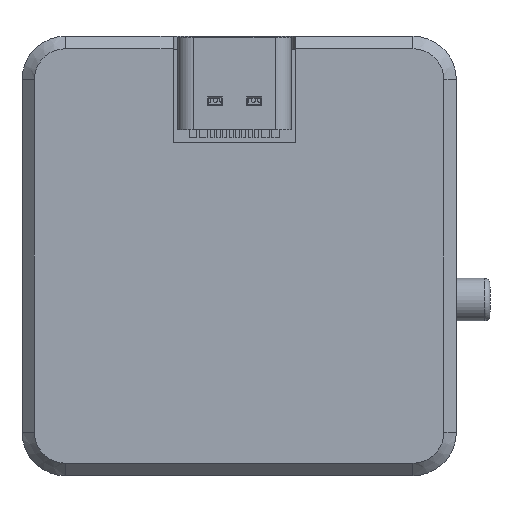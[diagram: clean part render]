
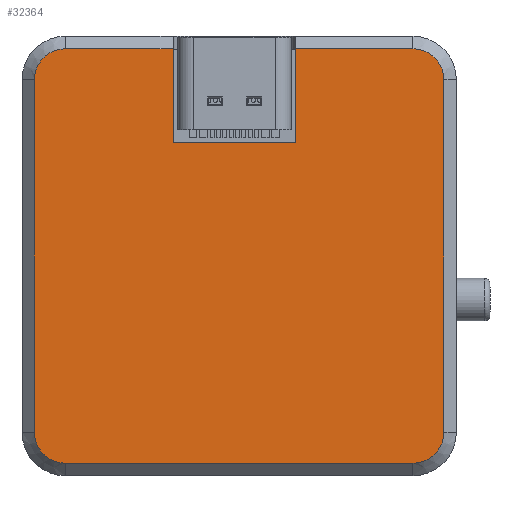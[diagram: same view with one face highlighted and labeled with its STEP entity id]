
A CAD part, front view. The second image highlights one B-rep face of the part: STEP entity #32364.
In plain terms, the highlighted planar face has unit normal (0, -1, 0).
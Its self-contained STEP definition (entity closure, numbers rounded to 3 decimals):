
#2151=CIRCLE('',#35324,2.44);
#2153=CIRCLE('',#35328,2.44);
#2155=CIRCLE('',#35332,2.44);
#2157=CIRCLE('',#35336,2.44);
#3633=FACE_OUTER_BOUND('',#5505,.T.);
#5505=EDGE_LOOP('',(#26826,#26827,#26828,#26829,#26830,#26831,#26832,#26833,
#26834,#26835,#26836,#26837));
#7845=LINE('',#49893,#11257);
#7850=LINE('',#49903,#11262);
#8468=LINE('',#53048,#11880);
#8471=LINE('',#53057,#11883);
#8474=LINE('',#53068,#11886);
#8478=LINE('',#53078,#11890);
#8480=LINE('',#53086,#11892);
#8482=LINE('',#53089,#11894);
#11257=VECTOR('',#40996,10.);
#11262=VECTOR('',#41003,10.);
#11880=VECTOR('',#42065,10.);
#11883=VECTOR('',#42076,10.);
#11886=VECTOR('',#42087,10.);
#11890=VECTOR('',#42099,10.);
#11892=VECTOR('',#42109,10.);
#11894=VECTOR('',#42113,10.);
#14399=VERTEX_POINT('',#49890);
#14400=VERTEX_POINT('',#49892);
#14403=VERTEX_POINT('',#49900);
#14404=VERTEX_POINT('',#49902);
#15029=VERTEX_POINT('',#53046);
#15030=VERTEX_POINT('',#53051);
#15031=VERTEX_POINT('',#53055);
#15033=VERTEX_POINT('',#53061);
#15035=VERTEX_POINT('',#53066);
#15036=VERTEX_POINT('',#53072);
#15037=VERTEX_POINT('',#53076);
#15039=VERTEX_POINT('',#53082);
#18156=EDGE_CURVE('',#14400,#14399,#7845,.F.);
#18161=EDGE_CURVE('',#14403,#14404,#7850,.T.);
#19098=EDGE_CURVE('',#15029,#14403,#8468,.T.);
#19101=EDGE_CURVE('',#15030,#15029,#2151,.T.);
#19103=EDGE_CURVE('',#15031,#15030,#8471,.T.);
#19106=EDGE_CURVE('',#15033,#15031,#2153,.T.);
#19108=EDGE_CURVE('',#15035,#15033,#8474,.T.);
#19112=EDGE_CURVE('',#15036,#15035,#2155,.T.);
#19114=EDGE_CURVE('',#15037,#15036,#8478,.T.);
#19117=EDGE_CURVE('',#15039,#15037,#2157,.T.);
#19118=EDGE_CURVE('',#14400,#15039,#8480,.T.);
#19120=EDGE_CURVE('',#14399,#14404,#8482,.T.);
#26826=ORIENTED_EDGE('',*,*,#19108,.F.);
#26827=ORIENTED_EDGE('',*,*,#19112,.F.);
#26828=ORIENTED_EDGE('',*,*,#19114,.F.);
#26829=ORIENTED_EDGE('',*,*,#19117,.F.);
#26830=ORIENTED_EDGE('',*,*,#19118,.F.);
#26831=ORIENTED_EDGE('',*,*,#18156,.T.);
#26832=ORIENTED_EDGE('',*,*,#19120,.T.);
#26833=ORIENTED_EDGE('',*,*,#18161,.F.);
#26834=ORIENTED_EDGE('',*,*,#19098,.F.);
#26835=ORIENTED_EDGE('',*,*,#19101,.F.);
#26836=ORIENTED_EDGE('',*,*,#19103,.F.);
#26837=ORIENTED_EDGE('',*,*,#19106,.F.);
#30221=PLANE('',#35338);
#32364=ADVANCED_FACE('',(#3633),#30221,.F.);
#35324=AXIS2_PLACEMENT_3D('',#53053,#42071,#42072);
#35328=AXIS2_PLACEMENT_3D('',#53063,#42082,#42083);
#35332=AXIS2_PLACEMENT_3D('',#53074,#42094,#42095);
#35336=AXIS2_PLACEMENT_3D('',#53084,#42105,#42106);
#35338=AXIS2_PLACEMENT_3D('',#53088,#42111,#42112);
#40996=DIRECTION('',(0.,0.,1.));
#41003=DIRECTION('',(0.,0.,-1.));
#42065=DIRECTION('',(1.,0.,0.));
#42071=DIRECTION('center_axis',(0.,1.,0.));
#42072=DIRECTION('ref_axis',(-0.707,0.,0.707));
#42076=DIRECTION('',(0.,0.,1.));
#42082=DIRECTION('center_axis',(0.,1.,0.));
#42083=DIRECTION('ref_axis',(-0.707,0.,-0.707));
#42087=DIRECTION('',(-1.,0.,0.));
#42094=DIRECTION('center_axis',(0.,1.,0.));
#42095=DIRECTION('ref_axis',(0.707,0.,-0.707));
#42099=DIRECTION('',(0.,0.,-1.));
#42105=DIRECTION('center_axis',(0.,1.,0.));
#42106=DIRECTION('ref_axis',(0.707,0.,0.707));
#42109=DIRECTION('',(1.,0.,0.));
#42111=DIRECTION('center_axis',(0.,1.,0.));
#42112=DIRECTION('ref_axis',(1.,0.,0.));
#42113=DIRECTION('',(-1.,0.,0.));
#49890=CARTESIAN_POINT('',(4.786,-13.283,9.953));
#49892=CARTESIAN_POINT('',(4.786,-13.283,17.333));
#49893=CARTESIAN_POINT('',(4.786,-13.283,9.651));
#49900=CARTESIAN_POINT('',(-4.867,-13.283,17.333));
#49902=CARTESIAN_POINT('',(-4.867,-13.283,9.953));
#49903=CARTESIAN_POINT('',(-4.867,-13.283,9.651));
#53046=CARTESIAN_POINT('',(-13.362,-13.283,17.333));
#53048=CARTESIAN_POINT('',(-7.72,-13.283,17.333));
#53051=CARTESIAN_POINT('',(-15.802,-13.283,14.893));
#53053=CARTESIAN_POINT('Origin',(-13.362,-13.283,14.893));
#53055=CARTESIAN_POINT('',(-15.802,-13.283,-12.91));
#53057=CARTESIAN_POINT('',(-15.802,-13.283,-7.168));
#53061=CARTESIAN_POINT('',(-13.362,-13.283,-15.35));
#53063=CARTESIAN_POINT('Origin',(-13.362,-13.283,-12.91));
#53066=CARTESIAN_POINT('',(14.043,-13.283,-15.35));
#53068=CARTESIAN_POINT('',(8.401,-13.283,-15.35));
#53072=CARTESIAN_POINT('',(16.483,-13.283,-12.91));
#53074=CARTESIAN_POINT('Origin',(14.043,-13.283,-12.91));
#53076=CARTESIAN_POINT('',(16.483,-13.283,14.893));
#53078=CARTESIAN_POINT('',(16.483,-13.283,9.151));
#53082=CARTESIAN_POINT('',(14.043,-13.283,17.333));
#53084=CARTESIAN_POINT('Origin',(14.043,-13.283,14.893));
#53086=CARTESIAN_POINT('',(-7.72,-13.283,17.333));
#53088=CARTESIAN_POINT('Origin',(0.341,-13.283,0.992));
#53089=CARTESIAN_POINT('',(0.15,-13.283,9.953));
